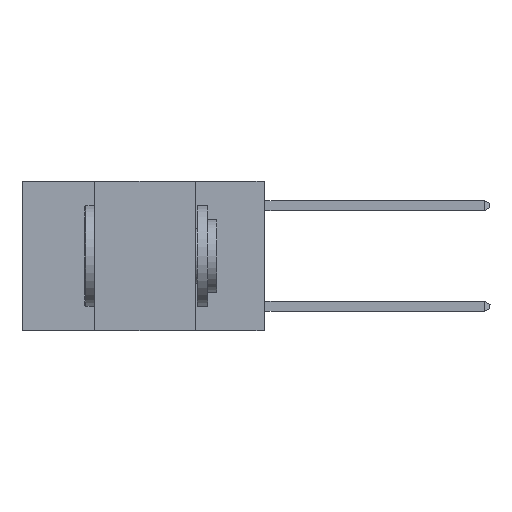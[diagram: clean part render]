
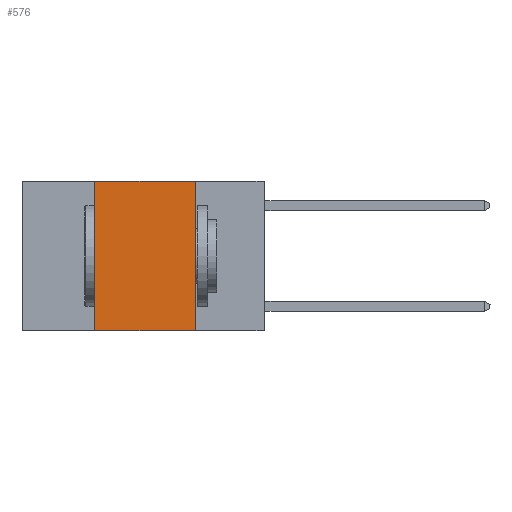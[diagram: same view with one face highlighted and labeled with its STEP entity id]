
A CAD part, left-side view. The second image highlights one B-rep face of the part: STEP entity #576.
In plain terms, the highlighted planar face has unit normal (-1, 0, 0).
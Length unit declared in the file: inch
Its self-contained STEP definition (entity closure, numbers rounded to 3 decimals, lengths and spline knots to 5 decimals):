
#189 = ORIENTED_EDGE ( 'NONE', *, *, #3113, .F. ) ;
#357 = DIRECTION ( 'NONE',  ( 0., 0., 1. ) ) ;
#435 = CARTESIAN_POINT ( 'NONE',  ( 0., 0.42, 0. ) ) ;
#576 = ADVANCED_FACE ( 'NONE', ( #4240 ), #4921, .F. ) ;
#2477 = VECTOR ( 'NONE', #357, 39.37008 ) ;
#2528 = EDGE_CURVE ( 'NONE', #10514, #8324, #6431, .T. ) ;
#2700 = VERTEX_POINT ( 'NONE', #6786 ) ;
#3107 = CARTESIAN_POINT ( 'NONE',  ( 0., 0.6, 0. ) ) ;
#3113 = EDGE_CURVE ( 'NONE', #5924, #8324, #7724, .T. ) ;
#3839 = EDGE_CURVE ( 'NONE', #10514, #2700, #7190, .T. ) ;
#4040 = CARTESIAN_POINT ( 'NONE',  ( 0., 0.17, 0. ) ) ;
#4083 = CARTESIAN_POINT ( 'NONE',  ( 0., 0.17, 0. ) ) ;
#4123 = DIRECTION ( 'NONE',  ( 0., 0., -1. ) ) ;
#4240 = FACE_OUTER_BOUND ( 'NONE', #8782, .T. ) ;
#4390 = EDGE_CURVE ( 'NONE', #2700, #5924, #9029, .T. ) ;
#4525 = VECTOR ( 'NONE', #8688, 39.37008 ) ;
#4662 = CARTESIAN_POINT ( 'NONE',  ( 0., 0.6, 0. ) ) ;
#4921 = PLANE ( 'NONE',  #9398 ) ;
#5597 = CARTESIAN_POINT ( 'NONE',  ( 0., 0.42, -0.37 ) ) ;
#5924 = VERTEX_POINT ( 'NONE', #4040 ) ;
#6129 = CARTESIAN_POINT ( 'NONE',  ( 0., 0.17, -0.37 ) ) ;
#6431 = LINE ( 'NONE', #7718, #8131 ) ;
#6786 = CARTESIAN_POINT ( 'NONE',  ( 0., 0.42, 0. ) ) ;
#7190 = LINE ( 'NONE', #435, #2477 ) ;
#7297 = ORIENTED_EDGE ( 'NONE', *, *, #3839, .F. ) ;
#7718 = CARTESIAN_POINT ( 'NONE',  ( 0., 0.6, -0.37 ) ) ;
#7724 = LINE ( 'NONE', #4083, #9420 ) ;
#7750 = DIRECTION ( 'NONE',  ( 0., -1., 0. ) ) ;
#8131 = VECTOR ( 'NONE', #7750, 39.37008 ) ;
#8324 = VERTEX_POINT ( 'NONE', #6129 ) ;
#8325 = DIRECTION ( 'NONE',  ( 0., 0., -1. ) ) ;
#8542 = DIRECTION ( 'NONE',  ( 1., 0., 0. ) ) ;
#8688 = DIRECTION ( 'NONE',  ( 0., -1., 0. ) ) ;
#8782 = EDGE_LOOP ( 'NONE', ( #189, #10711, #7297, #8803 ) ) ;
#8803 = ORIENTED_EDGE ( 'NONE', *, *, #2528, .T. ) ;
#9029 = LINE ( 'NONE', #4662, #4525 ) ;
#9398 = AXIS2_PLACEMENT_3D ( 'NONE', #3107, #8542, #8325 ) ;
#9420 = VECTOR ( 'NONE', #4123, 39.37008 ) ;
#10514 = VERTEX_POINT ( 'NONE', #5597 ) ;
#10711 = ORIENTED_EDGE ( 'NONE', *, *, #4390, .F. ) ;
